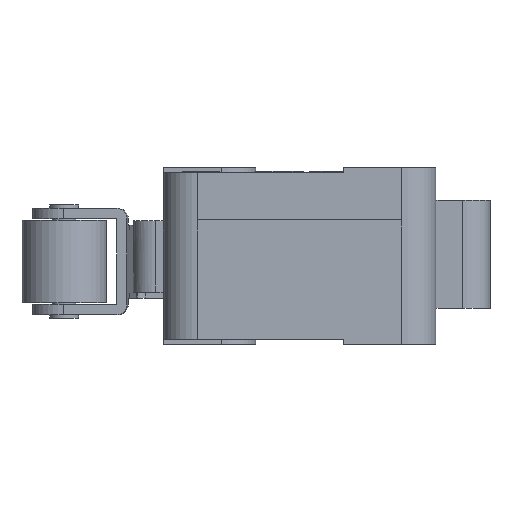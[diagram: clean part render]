
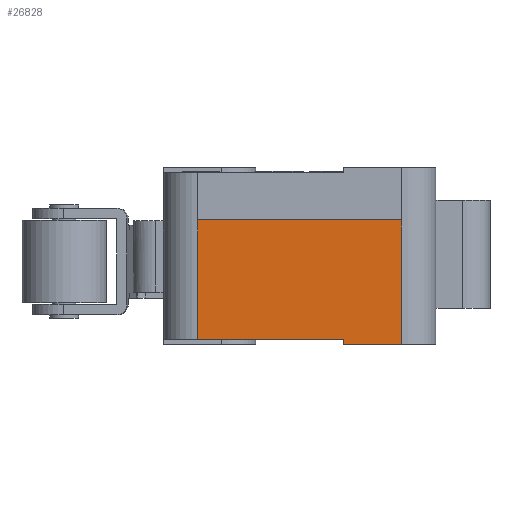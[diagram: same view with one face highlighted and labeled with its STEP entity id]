
A CAD part, left-side view. The second image highlights one B-rep face of the part: STEP entity #26828.
In plain terms, the highlighted planar face has unit normal (-1, 0, 0).
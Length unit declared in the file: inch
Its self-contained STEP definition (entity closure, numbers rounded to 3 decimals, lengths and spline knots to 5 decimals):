
#17162=CARTESIAN_POINT('',(-1.1378,0.25295,0.28543));
#17163=VERTEX_POINT('',#17162);
#17181=CARTESIAN_POINT('',(-1.1378,0.25295,0.01181));
#17182=VERTEX_POINT('',#17181);
#17190=CARTESIAN_POINT('',(-1.1378,0.25295,0.01181));
#17191=DIRECTION('',(0.0,0.0,1.0));
#17192=VECTOR('',#17191,0.27362);
#17193=LINE('',#17190,#17192);
#17194=EDGE_CURVE('',#17182,#17163,#17193,.T.);
#17226=CARTESIAN_POINT('',(-1.1378,-0.21555,0.28543));
#17227=VERTEX_POINT('',#17226);
#17228=CARTESIAN_POINT('',(-1.1378,-0.21555,0.28543));
#17229=DIRECTION('',(0.0,1.0,0.0));
#17230=VECTOR('',#17229,0.4685);
#17231=LINE('',#17228,#17230);
#17232=EDGE_CURVE('',#17227,#17163,#17231,.T.);
#17291=CARTESIAN_POINT('',(-1.1378,-0.21555,0.0));
#17292=VERTEX_POINT('',#17291);
#17293=CARTESIAN_POINT('',(-1.1378,-0.21555,0.0));
#17294=DIRECTION('',(0.0,0.0,1.0));
#17295=VECTOR('',#17294,0.28543);
#17296=LINE('',#17293,#17295);
#17297=EDGE_CURVE('',#17292,#17227,#17296,.T.);
#26495=CARTESIAN_POINT('',(-1.1378,-0.08169,0.01181));
#26496=VERTEX_POINT('',#26495);
#26504=CARTESIAN_POINT('',(-1.1378,-0.08169,0.0));
#26505=VERTEX_POINT('',#26504);
#26512=CARTESIAN_POINT('',(-1.1378,-0.08169,0.01181));
#26513=DIRECTION('',(0.0,0.0,-1.0));
#26514=VECTOR('',#26513,0.01181);
#26515=LINE('',#26512,#26514);
#26516=EDGE_CURVE('',#26496,#26505,#26515,.T.);
#26547=CARTESIAN_POINT('',(-1.1378,0.25295,0.01181));
#26548=DIRECTION('',(0.0,-1.0,0.0));
#26549=VECTOR('',#26548,0.33465);
#26550=LINE('',#26547,#26549);
#26551=EDGE_CURVE('',#17182,#26496,#26550,.T.);
#26598=CARTESIAN_POINT('',(-1.1378,-0.21555,0.0));
#26599=DIRECTION('',(0.0,1.0,0.0));
#26600=VECTOR('',#26599,0.13386);
#26601=LINE('',#26598,#26600);
#26602=EDGE_CURVE('',#17292,#26505,#26601,.T.);
#26815=CARTESIAN_POINT('',(-1.1378,-0.23898,-0.01427));
#26816=DIRECTION('',(-1.0,0.0,0.0));
#26817=DIRECTION('',(0.0,0.0,1.0));
#26818=AXIS2_PLACEMENT_3D('',#26815,#26816,#26817);
#26819=PLANE('',#26818);
#26820=ORIENTED_EDGE('',*,*,#17232,.T.);
#26821=ORIENTED_EDGE('',*,*,#17194,.F.);
#26822=ORIENTED_EDGE('',*,*,#26551,.T.);
#26823=ORIENTED_EDGE('',*,*,#26516,.T.);
#26824=ORIENTED_EDGE('',*,*,#26602,.F.);
#26825=ORIENTED_EDGE('',*,*,#17297,.T.);
#26826=EDGE_LOOP('',(#26820,#26821,#26822,#26823,#26824,#26825));
#26827=FACE_OUTER_BOUND('',#26826,.T.);
#26828=ADVANCED_FACE('',(#26827),#26819,.T.);
